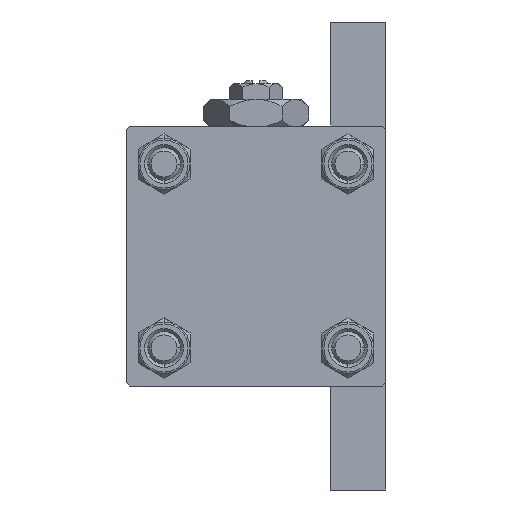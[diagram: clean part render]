
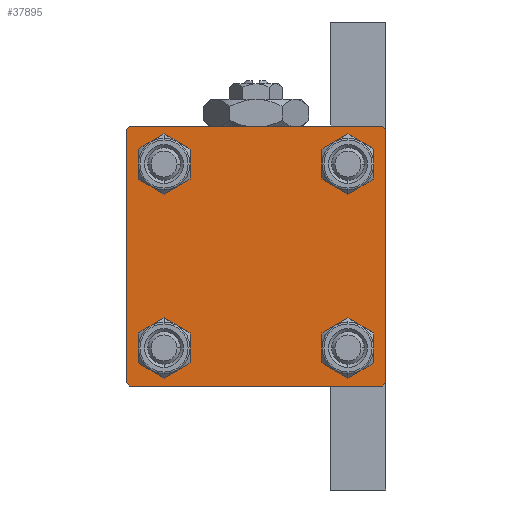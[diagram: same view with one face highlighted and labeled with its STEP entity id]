
A CAD part, left-side view. The second image highlights one B-rep face of the part: STEP entity #37895.
In plain terms, the highlighted planar face has unit normal (-1, 0, 0).
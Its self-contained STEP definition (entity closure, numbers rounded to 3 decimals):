
#255 = VERTEX_POINT ( 'NONE', #37352 ) ;
#282 = ORIENTED_EDGE ( 'NONE', *, *, #20649, .T. ) ;
#587 = DIRECTION ( 'NONE',  ( 0., 0., 1. ) ) ;
#1263 = DIRECTION ( 'NONE',  ( 0., -1., 0. ) ) ;
#2236 = LINE ( 'NONE', #33032, #12794 ) ;
#2281 = CIRCLE ( 'NONE', #44960, 3. ) ;
#3920 = VERTEX_POINT ( 'NONE', #19818 ) ;
#4419 = AXIS2_PLACEMENT_3D ( 'NONE', #28904, #32682, #20590 ) ;
#4799 = CARTESIAN_POINT ( 'NONE',  ( 0., 20., 19.5 ) ) ;
#5209 = CARTESIAN_POINT ( 'NONE',  ( 0., 19.5, -20. ) ) ;
#5219 = CIRCLE ( 'NONE', #4419, 3. ) ;
#5254 = ORIENTED_EDGE ( 'NONE', *, *, #48074, .T. ) ;
#5663 = DIRECTION ( 'NONE',  ( 0., 0., 1. ) ) ;
#5733 = ORIENTED_EDGE ( 'NONE', *, *, #6157, .T. ) ;
#6153 = DIRECTION ( 'NONE',  ( 1., 0., 0. ) ) ;
#6157 = EDGE_CURVE ( 'NONE', #32989, #9412, #41438, .T. ) ;
#6297 = VERTEX_POINT ( 'NONE', #40389 ) ;
#7152 = CARTESIAN_POINT ( 'NONE',  ( 0., -14.15, -14.15 ) ) ;
#7424 = DIRECTION ( 'NONE',  ( 0., 0., 1. ) ) ;
#7532 = DIRECTION ( 'NONE',  ( 0., 0., 1. ) ) ;
#8201 = CARTESIAN_POINT ( 'NONE',  ( 0., -14.15, 14.15 ) ) ;
#9412 = VERTEX_POINT ( 'NONE', #5209 ) ;
#9664 = CIRCLE ( 'NONE', #47488, 3. ) ;
#10335 = EDGE_LOOP ( 'NONE', ( #46363, #282 ) ) ;
#10790 = ORIENTED_EDGE ( 'NONE', *, *, #44110, .F. ) ;
#11024 = VERTEX_POINT ( 'NONE', #13478 ) ;
#11267 = CARTESIAN_POINT ( 'NONE',  ( 0., 14.15, 17.15 ) ) ;
#11311 = CIRCLE ( 'NONE', #34668, 3. ) ;
#11594 = AXIS2_PLACEMENT_3D ( 'NONE', #43950, #35142, #587 ) ;
#12794 = VECTOR ( 'NONE', #1263, 1000. ) ;
#13107 = LINE ( 'NONE', #44852, #31199 ) ;
#13138 = EDGE_CURVE ( 'NONE', #9412, #22888, #13107, .T. ) ;
#13185 = LINE ( 'NONE', #13674, #13652 ) ;
#13478 = CARTESIAN_POINT ( 'NONE',  ( 0., 14.15, -11.15 ) ) ;
#13616 = AXIS2_PLACEMENT_3D ( 'NONE', #40714, #28384, #5663 ) ;
#13617 = DIRECTION ( 'NONE',  ( 1., 0., 0. ) ) ;
#13652 = VECTOR ( 'NONE', #47959, 1000. ) ;
#13674 = CARTESIAN_POINT ( 'NONE',  ( 0., 20., 20. ) ) ;
#13979 = DIRECTION ( 'NONE',  ( 0., 0., 1. ) ) ;
#14033 = EDGE_CURVE ( 'NONE', #22888, #255, #23180, .T. ) ;
#14168 = DIRECTION ( 'NONE',  ( 0., 0.707, 0.707 ) ) ;
#15104 = CARTESIAN_POINT ( 'NONE',  ( 0., 0., 0. ) ) ;
#15318 = AXIS2_PLACEMENT_3D ( 'NONE', #8201, #23595, #38966 ) ;
#16243 = EDGE_LOOP ( 'NONE', ( #44648, #33864 ) ) ;
#16940 = EDGE_CURVE ( 'NONE', #6297, #3920, #46613, .T. ) ;
#16972 = CARTESIAN_POINT ( 'NONE',  ( 0., -19.75, 19.75 ) ) ;
#17647 = CARTESIAN_POINT ( 'NONE',  ( 0., -14.15, 14.15 ) ) ;
#17714 = CIRCLE ( 'NONE', #15318, 3. ) ;
#18001 = VECTOR ( 'NONE', #44734, 1000. ) ;
#18036 = VERTEX_POINT ( 'NONE', #37987 ) ;
#18056 = ORIENTED_EDGE ( 'NONE', *, *, #33376, .T. ) ;
#18071 = EDGE_CURVE ( 'NONE', #27888, #32989, #13185, .T. ) ;
#18399 = VERTEX_POINT ( 'NONE', #31304 ) ;
#18491 = EDGE_CURVE ( 'NONE', #19311, #19552, #2281, .T. ) ;
#18658 = EDGE_CURVE ( 'NONE', #49859, #31932, #2236, .T. ) ;
#18892 = FACE_BOUND ( 'NONE', #16243, .T. ) ;
#19311 = VERTEX_POINT ( 'NONE', #21959 ) ;
#19552 = VERTEX_POINT ( 'NONE', #43295 ) ;
#19818 = CARTESIAN_POINT ( 'NONE',  ( 0., -14.15, -17.15 ) ) ;
#20590 = DIRECTION ( 'NONE',  ( 0., 0., 1. ) ) ;
#20649 = EDGE_CURVE ( 'NONE', #3920, #6297, #28954, .T. ) ;
#21535 = DIRECTION ( 'NONE',  ( 0., -0.707, -0.707 ) ) ;
#21959 = CARTESIAN_POINT ( 'NONE',  ( 0., -14.15, 11.15 ) ) ;
#21991 = EDGE_CURVE ( 'NONE', #19552, #19311, #17714, .T. ) ;
#22130 = CARTESIAN_POINT ( 'NONE',  ( 0., 19.5, 20. ) ) ;
#22283 = CARTESIAN_POINT ( 'NONE',  ( 0., 19.75, -19.75 ) ) ;
#22888 = VERTEX_POINT ( 'NONE', #36175 ) ;
#23051 = EDGE_CURVE ( 'NONE', #11024, #37267, #11311, .T. ) ;
#23180 = LINE ( 'NONE', #34264, #49750 ) ;
#23595 = DIRECTION ( 'NONE',  ( 1., 0., 0. ) ) ;
#24486 = CIRCLE ( 'NONE', #11594, 3. ) ;
#24861 = CARTESIAN_POINT ( 'NONE',  ( 0., 20., -19.5 ) ) ;
#25824 = CARTESIAN_POINT ( 'NONE',  ( 0., -20., 20. ) ) ;
#25974 = EDGE_LOOP ( 'NONE', ( #32048, #5733, #37760, #46470, #10790, #46456, #40108, #18056 ) ) ;
#27786 = VECTOR ( 'NONE', #21535, 1000. ) ;
#27888 = VERTEX_POINT ( 'NONE', #4799 ) ;
#28084 = DIRECTION ( 'NONE',  ( 0., 0.707, -0.707 ) ) ;
#28263 = DIRECTION ( 'NONE',  ( 0., 0., 1. ) ) ;
#28384 = DIRECTION ( 'NONE',  ( 1., 0., 0. ) ) ;
#28904 = CARTESIAN_POINT ( 'NONE',  ( 0., 14.15, 14.15 ) ) ;
#28954 = CIRCLE ( 'NONE', #32191, 3. ) ;
#29073 = LINE ( 'NONE', #44441, #41881 ) ;
#29587 = EDGE_LOOP ( 'NONE', ( #38559, #5254 ) ) ;
#30402 = EDGE_LOOP ( 'NONE', ( #40759, #43592 ) ) ;
#30740 = FACE_BOUND ( 'NONE', #10335, .T. ) ;
#30937 = VECTOR ( 'NONE', #14168, 1000. ) ;
#31199 = VECTOR ( 'NONE', #44363, 1000. ) ;
#31304 = CARTESIAN_POINT ( 'NONE',  ( 0., 14.15, 11.15 ) ) ;
#31932 = VERTEX_POINT ( 'NONE', #34703 ) ;
#32048 = ORIENTED_EDGE ( 'NONE', *, *, #18071, .T. ) ;
#32191 = AXIS2_PLACEMENT_3D ( 'NONE', #7152, #40520, #44305 ) ;
#32621 = VERTEX_POINT ( 'NONE', #11267 ) ;
#32682 = DIRECTION ( 'NONE',  ( 1., 0., 0. ) ) ;
#32989 = VERTEX_POINT ( 'NONE', #24861 ) ;
#33014 = EDGE_CURVE ( 'NONE', #37267, #11024, #9664, .T. ) ;
#33032 = CARTESIAN_POINT ( 'NONE',  ( 0., 20., 20. ) ) ;
#33376 = EDGE_CURVE ( 'NONE', #49859, #27888, #29073, .T. ) ;
#33864 = ORIENTED_EDGE ( 'NONE', *, *, #33014, .T. ) ;
#34259 = PLANE ( 'NONE',  #44460 ) ;
#34264 = CARTESIAN_POINT ( 'NONE',  ( 0., -19.75, -19.75 ) ) ;
#34668 = AXIS2_PLACEMENT_3D ( 'NONE', #40957, #6153, #13979 ) ;
#34703 = CARTESIAN_POINT ( 'NONE',  ( 0., -19.5, 20. ) ) ;
#35004 = FACE_BOUND ( 'NONE', #30402, .T. ) ;
#35142 = DIRECTION ( 'NONE',  ( 1., 0., 0. ) ) ;
#36175 = CARTESIAN_POINT ( 'NONE',  ( 0., -19.5, -20. ) ) ;
#37182 = DIRECTION ( 'NONE',  ( 1., 0., 0. ) ) ;
#37267 = VERTEX_POINT ( 'NONE', #40501 ) ;
#37352 = CARTESIAN_POINT ( 'NONE',  ( 0., -20., -19.5 ) ) ;
#37760 = ORIENTED_EDGE ( 'NONE', *, *, #13138, .T. ) ;
#37895 = ADVANCED_FACE ( 'NONE', ( #35004, #30740, #18892, #42329, #46115 ), #34259, .T. ) ;
#37987 = CARTESIAN_POINT ( 'NONE',  ( 0., -20., 19.5 ) ) ;
#38551 = DIRECTION ( 'NONE',  ( 0., -0.707, 0.707 ) ) ;
#38559 = ORIENTED_EDGE ( 'NONE', *, *, #45908, .T. ) ;
#38966 = DIRECTION ( 'NONE',  ( 0., 0., 1. ) ) ;
#40108 = ORIENTED_EDGE ( 'NONE', *, *, #18658, .F. ) ;
#40389 = CARTESIAN_POINT ( 'NONE',  ( 0., -14.15, -11.15 ) ) ;
#40405 = LINE ( 'NONE', #16972, #30937 ) ;
#40501 = CARTESIAN_POINT ( 'NONE',  ( 0., 14.15, -17.15 ) ) ;
#40520 = DIRECTION ( 'NONE',  ( 1., 0., 0. ) ) ;
#40714 = CARTESIAN_POINT ( 'NONE',  ( 0., -14.15, -14.15 ) ) ;
#40759 = ORIENTED_EDGE ( 'NONE', *, *, #21991, .T. ) ;
#40957 = CARTESIAN_POINT ( 'NONE',  ( 0., 14.15, -14.15 ) ) ;
#41438 = LINE ( 'NONE', #22283, #27786 ) ;
#41881 = VECTOR ( 'NONE', #28084, 1000. ) ;
#42329 = FACE_BOUND ( 'NONE', #29587, .T. ) ;
#43295 = CARTESIAN_POINT ( 'NONE',  ( 0., -14.15, 17.15 ) ) ;
#43592 = ORIENTED_EDGE ( 'NONE', *, *, #18491, .T. ) ;
#43950 = CARTESIAN_POINT ( 'NONE',  ( 0., 14.15, 14.15 ) ) ;
#44110 = EDGE_CURVE ( 'NONE', #18036, #255, #48013, .T. ) ;
#44305 = DIRECTION ( 'NONE',  ( 0., 0., 1. ) ) ;
#44363 = DIRECTION ( 'NONE',  ( 0., -1., 0. ) ) ;
#44441 = CARTESIAN_POINT ( 'NONE',  ( 0., 19.75, 19.75 ) ) ;
#44460 = AXIS2_PLACEMENT_3D ( 'NONE', #15104, #45867, #7532 ) ;
#44648 = ORIENTED_EDGE ( 'NONE', *, *, #23051, .T. ) ;
#44734 = DIRECTION ( 'NONE',  ( 0., 0., -1. ) ) ;
#44852 = CARTESIAN_POINT ( 'NONE',  ( 0., 20., -20. ) ) ;
#44960 = AXIS2_PLACEMENT_3D ( 'NONE', #17647, #13617, #28263 ) ;
#45164 = EDGE_CURVE ( 'NONE', #18036, #31932, #40405, .T. ) ;
#45759 = CARTESIAN_POINT ( 'NONE',  ( 0., 14.15, -14.15 ) ) ;
#45867 = DIRECTION ( 'NONE',  ( -1., 0., 0. ) ) ;
#45908 = EDGE_CURVE ( 'NONE', #32621, #18399, #24486, .T. ) ;
#46115 = FACE_OUTER_BOUND ( 'NONE', #25974, .T. ) ;
#46363 = ORIENTED_EDGE ( 'NONE', *, *, #16940, .T. ) ;
#46456 = ORIENTED_EDGE ( 'NONE', *, *, #45164, .T. ) ;
#46470 = ORIENTED_EDGE ( 'NONE', *, *, #14033, .T. ) ;
#46613 = CIRCLE ( 'NONE', #13616, 3. ) ;
#47488 = AXIS2_PLACEMENT_3D ( 'NONE', #45759, #37182, #7424 ) ;
#47959 = DIRECTION ( 'NONE',  ( 0., 0., -1. ) ) ;
#48013 = LINE ( 'NONE', #25824, #18001 ) ;
#48074 = EDGE_CURVE ( 'NONE', #18399, #32621, #5219, .T. ) ;
#49750 = VECTOR ( 'NONE', #38551, 1000. ) ;
#49859 = VERTEX_POINT ( 'NONE', #22130 ) ;
